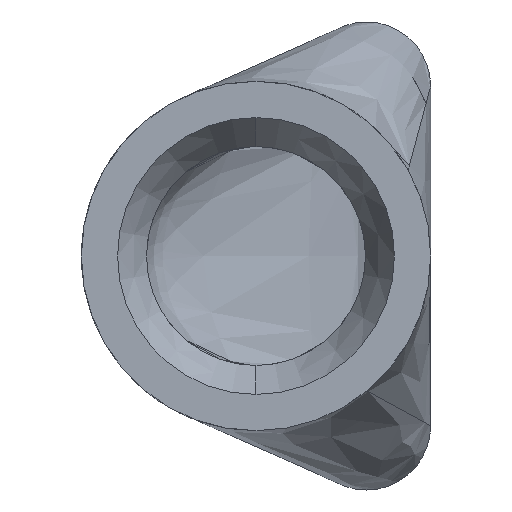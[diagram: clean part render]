
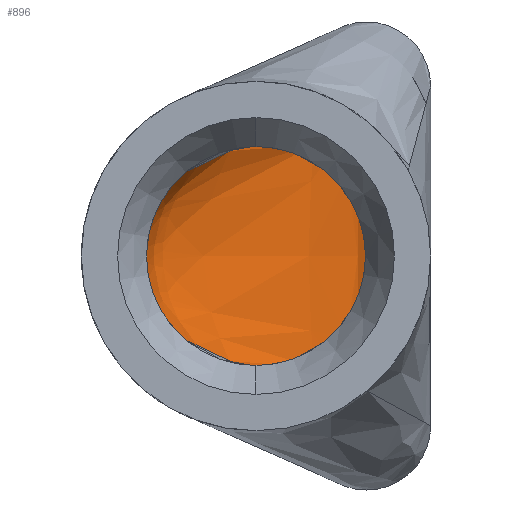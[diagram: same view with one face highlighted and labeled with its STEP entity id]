
A CAD part, left-side view. The second image highlights one B-rep face of the part: STEP entity #896.
In plain terms, the highlighted free-form (B-spline) face has degree [3, 3] with [9, 4] control points.
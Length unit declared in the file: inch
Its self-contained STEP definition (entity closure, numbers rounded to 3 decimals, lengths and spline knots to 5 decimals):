
#10 = CARTESIAN_POINT ( 'NONE',  ( 0.97436, 0.47082, -0.12024 ) ) ;
#12 = EDGE_CURVE ( 'NONE', #170, #1010, #697, .T. ) ;
#15 = CARTESIAN_POINT ( 'NONE',  ( 1.31, 0.1175, -0.22875 ) ) ;
#16 = CARTESIAN_POINT ( 'NONE',  ( 0.88, 0.43981, 0.15053 ) ) ;
#53 = CARTESIAN_POINT ( 'NONE',  ( 0.88, 0.43981, -0.15053 ) ) ;
#55 = CARTESIAN_POINT ( 'NONE',  ( 0.88, 0.43981, -0.15053 ) ) ;
#99 = CARTESIAN_POINT ( 'NONE',  ( 1.21642, 0.1175, -0.27958 ) ) ;
#114 = CARTESIAN_POINT ( 'NONE',  ( 0.88, 0.50036, -0.07168 ) ) ;
#120 = CARTESIAN_POINT ( 'NONE',  ( 1.31, 0.1175, 0.12708 ) ) ;
#150 = B_SPLINE_CURVE_WITH_KNOTS ( 'NONE', 3,
 ( #993, #554, #399, #489, #378, #313, #723, #999, #897 ),
 .UNSPECIFIED., .F., .F.,
 ( 4, 1, 1, 1, 1, 1, 4 ),
 ( 0., 0.125, 0.25, 0.5, 0.75, 0.875, 1. ),
 .UNSPECIFIED. ) ;
#163 = EDGE_LOOP ( 'NONE', ( #643, #986, #883, #317 ) ) ;
#170 = VERTEX_POINT ( 'NONE', #1056 ) ;
#174 = CARTESIAN_POINT ( 'NONE',  ( 1.31, 0.1175, -0.27958 ) ) ;
#183 = CARTESIAN_POINT ( 'NONE',  ( 0.97436, 0.47082, 0.12024 ) ) ;
#203 = CARTESIAN_POINT ( 'NONE',  ( 0.97319, 0.43981, 0.15053 ) ) ;
#209 = CARTESIAN_POINT ( 'NONE',  ( 0.88, 0.43981, 0.15053 ) ) ;
#254 = VERTEX_POINT ( 'NONE', #16 ) ;
#267 = CARTESIAN_POINT ( 'NONE',  ( 1.31, 0.1175, -0.305 ) ) ;
#268 = CARTESIAN_POINT ( 'NONE',  ( 1.31, 0.1175, -0.22875 ) ) ;
#276 = CARTESIAN_POINT ( 'NONE',  ( 0.97319, 0.43981, 0.15053 ) ) ;
#282 = CARTESIAN_POINT ( 'NONE',  ( 1.21642, 0.1175, 0.27958 ) ) ;
#299 = CARTESIAN_POINT ( 'NONE',  ( 0.97319, 0.43981, -0.15053 ) ) ;
#313 = CARTESIAN_POINT ( 'NONE',  ( 0.88, 0.50036, -0.07168 ) ) ;
#317 = ORIENTED_EDGE ( 'NONE', *, *, #420, .F. ) ;
#348 = CARTESIAN_POINT ( 'NONE',  ( 0.88, 0.50036, 0.07166 ) ) ;
#357 = CARTESIAN_POINT ( 'NONE',  ( 1.21681, 0.1175, 0.305 ) ) ;
#359 = CARTESIAN_POINT ( 'NONE',  ( 0.97623, 0.50036, -0.07168 ) ) ;
#364 = CARTESIAN_POINT ( 'NONE',  ( 0.97358, 0.45093, -0.14119 ) ) ;
#378 = CARTESIAN_POINT ( 'NONE',  ( 0.88, 0.51646, 0.00001 ) ) ;
#389 = EDGE_CURVE ( 'NONE', #784, #170, #673, .T. ) ;
#392 = CARTESIAN_POINT ( 'NONE',  ( 0.97319, 0.43981, -0.15053 ) ) ;
#399 = CARTESIAN_POINT ( 'NONE',  ( 0.88, 0.47082, 0.12024 ) ) ;
#417 = CARTESIAN_POINT ( 'NONE',  ( 1.31, 0.1175, 0.22875 ) ) ;
#420 = EDGE_CURVE ( 'NONE', #254, #1010, #841, .T. ) ;
#421 = CARTESIAN_POINT ( 'NONE',  ( 1.31, 0.1175, -0.12708 ) ) ;
#435 = CARTESIAN_POINT ( 'NONE',  ( 0.97757, 0.51646, 0.00001 ) ) ;
#443 = CARTESIAN_POINT ( 'NONE',  ( 0.88, 0.47082, -0.12024 ) ) ;
#449 = CARTESIAN_POINT ( 'NONE',  ( 1.31, 0.1175, 0. ) ) ;
#455 = CARTESIAN_POINT ( 'NONE',  ( 0.97358, 0.45093, 0.14119 ) ) ;
#473 = CARTESIAN_POINT ( 'NONE',  ( 1.21681, 0.1175, -0.305 ) ) ;
#489 = CARTESIAN_POINT ( 'NONE',  ( 0.88, 0.50036, 0.07166 ) ) ;
#494 = CARTESIAN_POINT ( 'NONE',  ( 0.88, 0.43981, -0.15053 ) ) ;
#512 = CARTESIAN_POINT ( 'NONE',  ( 1.21681, 0.1175, -0.305 ) ) ;
#522 = CARTESIAN_POINT ( 'NONE',  ( 1.31, 0.1175, 0.27958 ) ) ;
#536 = CARTESIAN_POINT ( 'NONE',  ( 1.21377, 0.1175, -0.12708 ) ) ;
#554 = CARTESIAN_POINT ( 'NONE',  ( 0.88, 0.45093, 0.14119 ) ) ;
#560 = FACE_OUTER_BOUND ( 'NONE', #163, .T. ) ;
#598 = CARTESIAN_POINT ( 'NONE',  ( 1.31, 0.1175, -0.12708 ) ) ;
#603 = CARTESIAN_POINT ( 'NONE',  ( 0.97623, 0.50036, 0.07166 ) ) ;
#617 = CARTESIAN_POINT ( 'NONE',  ( 1.21681, 0.1175, 0.305 ) ) ;
#630 = CARTESIAN_POINT ( 'NONE',  ( 1.31, 0.1175, -0.305 ) ) ;
#643 = ORIENTED_EDGE ( 'NONE', *, *, #835, .T. ) ;
#664 = CARTESIAN_POINT ( 'NONE',  ( 1.31, 0.1175, 0.27958 ) ) ;
#673 = B_SPLINE_CURVE_WITH_KNOTS ( 'NONE', 3,
 ( #53, #299, #473, #630 ),
 .UNSPECIFIED., .F., .F.,
 ( 4, 4 ),
 ( 0., 1. ),
 .UNSPECIFIED. ) ;
#687 = CARTESIAN_POINT ( 'NONE',  ( 1.31, 0.1175, 0.305 ) ) ;
#689 = CARTESIAN_POINT ( 'NONE',  ( 1.31, 0.1175, 0.22875 ) ) ;
#695 = CARTESIAN_POINT ( 'NONE',  ( 0.88, 0.51646, 0.00001 ) ) ;
#697 = B_SPLINE_CURVE_WITH_KNOTS ( 'NONE', 3,
 ( #851, #174, #268, #421, #920, #854, #417, #664, #839 ),
 .UNSPECIFIED., .F., .F.,
 ( 4, 1, 1, 1, 1, 1, 4 ),
 ( 0., 0.125, 0.25, 0.5, 0.75, 0.875, 1. ),
 .UNSPECIFIED. ) ;
#703 = CARTESIAN_POINT ( 'NONE',  ( 1.21564, 0.1175, 0.22875 ) ) ;
#723 = CARTESIAN_POINT ( 'NONE',  ( 0.88, 0.47082, -0.12024 ) ) ;
#774 = CARTESIAN_POINT ( 'NONE',  ( 0.88, 0.47082, 0.12024 ) ) ;
#784 = VERTEX_POINT ( 'NONE', #494 ) ;
#805 = CARTESIAN_POINT ( 'NONE',  ( 1.31, 0.1175, 0.305 ) ) ;
#835 = EDGE_CURVE ( 'NONE', #254, #784, #150, .T. ) ;
#839 = CARTESIAN_POINT ( 'NONE',  ( 1.31, 0.1175, 0.305 ) ) ;
#841 = B_SPLINE_CURVE_WITH_KNOTS ( 'NONE', 3,
 ( #209, #203, #357, #805 ),
 .UNSPECIFIED., .F., .F.,
 ( 4, 4 ),
 ( 0., 1. ),
 .UNSPECIFIED. ) ;
#851 = CARTESIAN_POINT ( 'NONE',  ( 1.31, 0.1175, -0.305 ) ) ;
#854 = CARTESIAN_POINT ( 'NONE',  ( 1.31, 0.1175, 0.12708 ) ) ;
#862 = CARTESIAN_POINT ( 'NONE',  ( 0.88, 0.43981, 0.15053 ) ) ;
#883 = ORIENTED_EDGE ( 'NONE', *, *, #12, .T. ) ;
#896 = ADVANCED_FACE ( 'NONE', ( #560 ), #997, .F. ) ;
#897 = CARTESIAN_POINT ( 'NONE',  ( 0.88, 0.43981, -0.15053 ) ) ;
#920 = CARTESIAN_POINT ( 'NONE',  ( 1.31, 0.1175, 0. ) ) ;
#938 = CARTESIAN_POINT ( 'NONE',  ( 1.31, 0.1175, -0.27958 ) ) ;
#945 = CARTESIAN_POINT ( 'NONE',  ( 1.21243, 0.1175, 0. ) ) ;
#950 = CARTESIAN_POINT ( 'NONE',  ( 0.88, 0.45093, 0.14119 ) ) ;
#957 = CARTESIAN_POINT ( 'NONE',  ( 1.31, 0.1175, 0.305 ) ) ;
#986 = ORIENTED_EDGE ( 'NONE', *, *, #389, .T. ) ;
#993 = CARTESIAN_POINT ( 'NONE',  ( 0.88, 0.43981, 0.15053 ) ) ;
#997 = B_SPLINE_SURFACE_WITH_KNOTS ( 'NONE', 3, 3, ( 
 ( #55, #392, #512, #267 ),
 ( #1047, #364, #99, #938 ),
 ( #443, #10, #1031, #15 ),
 ( #114, #359, #536, #598 ),
 ( #695, #435, #945, #449 ),
 ( #348, #603, #1041, #120 ),
 ( #774, #183, #703, #689 ),
 ( #950, #455, #282, #522 ),
 ( #862, #276, #617, #957 ) ),
 .UNSPECIFIED., .F., .F., .F.,
 ( 4, 1, 1, 1, 1, 1, 4 ),
 ( 4, 4 ),
 ( 0., 0.125, 0.25, 0.5, 0.75, 0.875, 1. ),
 ( 0., 1. ),
 .UNSPECIFIED. ) ;
#999 = CARTESIAN_POINT ( 'NONE',  ( 0.88, 0.45093, -0.14119 ) ) ;
#1010 = VERTEX_POINT ( 'NONE', #687 ) ;
#1031 = CARTESIAN_POINT ( 'NONE',  ( 1.21564, 0.1175, -0.22875 ) ) ;
#1041 = CARTESIAN_POINT ( 'NONE',  ( 1.21377, 0.1175, 0.12708 ) ) ;
#1047 = CARTESIAN_POINT ( 'NONE',  ( 0.88, 0.45093, -0.14119 ) ) ;
#1056 = CARTESIAN_POINT ( 'NONE',  ( 1.31, 0.1175, -0.305 ) ) ;
